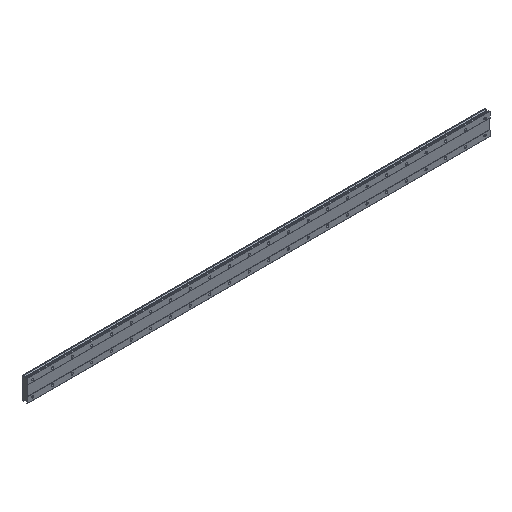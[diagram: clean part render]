
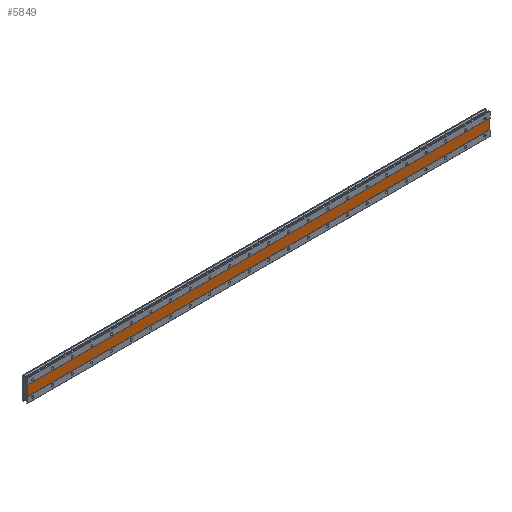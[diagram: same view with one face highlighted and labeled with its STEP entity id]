
A CAD part, isometric view. The second image highlights one B-rep face of the part: STEP entity #5849.
In plain terms, the highlighted planar face has unit normal (0, -1, 0).
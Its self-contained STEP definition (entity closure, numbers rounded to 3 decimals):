
#152 = VECTOR ( 'NONE', #1372, 1000. ) ;
#385 = DIRECTION ( 'NONE',  ( 0., 1., 0. ) ) ;
#581 = CARTESIAN_POINT ( 'NONE',  ( 1860., 1., 20. ) ) ;
#664 = LINE ( 'NONE', #3310, #5850 ) ;
#965 = EDGE_LOOP ( 'NONE', ( #6244, #4063, #4497, #5895 ) ) ;
#1129 = FACE_OUTER_BOUND ( 'NONE', #965, .T. ) ;
#1292 = CARTESIAN_POINT ( 'NONE',  ( 1860., 1., 20. ) ) ;
#1372 = DIRECTION ( 'NONE',  ( 0., 0., 1. ) ) ;
#1418 = EDGE_CURVE ( 'NONE', #7152, #4636, #5384, .T. ) ;
#2375 = DIRECTION ( 'NONE',  ( 0., 0., 1. ) ) ;
#2456 = EDGE_CURVE ( 'NONE', #4823, #7152, #664, .T. ) ;
#3028 = CARTESIAN_POINT ( 'NONE',  ( -20., 1., 20. ) ) ;
#3173 = VERTEX_POINT ( 'NONE', #581 ) ;
#3310 = CARTESIAN_POINT ( 'NONE',  ( 1860., 1., -20. ) ) ;
#3749 = CARTESIAN_POINT ( 'NONE',  ( 1860., 1., -20. ) ) ;
#3884 = CARTESIAN_POINT ( 'NONE',  ( 1860., 1., 20. ) ) ;
#3933 = AXIS2_PLACEMENT_3D ( 'NONE', #5010, #385, #2375 ) ;
#4063 = ORIENTED_EDGE ( 'NONE', *, *, #5682, .F. ) ;
#4497 = ORIENTED_EDGE ( 'NONE', *, *, #6816, .F. ) ;
#4620 = DIRECTION ( 'NONE',  ( 0., 0., -1. ) ) ;
#4636 = VERTEX_POINT ( 'NONE', #3028 ) ;
#4650 = CARTESIAN_POINT ( 'NONE',  ( -20., 1., -20. ) ) ;
#4823 = VERTEX_POINT ( 'NONE', #3749 ) ;
#4952 = VECTOR ( 'NONE', #8562, 1000. ) ;
#5010 = CARTESIAN_POINT ( 'NONE',  ( 1860., 1., 20. ) ) ;
#5384 = LINE ( 'NONE', #8071, #152 ) ;
#5682 = EDGE_CURVE ( 'NONE', #3173, #4823, #7284, .T. ) ;
#5849 = ADVANCED_FACE ( 'NONE', ( #1129 ), #6852, .F. ) ;
#5850 = VECTOR ( 'NONE', #5933, 1000. ) ;
#5895 = ORIENTED_EDGE ( 'NONE', *, *, #1418, .F. ) ;
#5933 = DIRECTION ( 'NONE',  ( -1., 0., 0. ) ) ;
#6244 = ORIENTED_EDGE ( 'NONE', *, *, #2456, .F. ) ;
#6816 = EDGE_CURVE ( 'NONE', #4636, #3173, #7199, .T. ) ;
#6852 = PLANE ( 'NONE',  #3933 ) ;
#7081 = VECTOR ( 'NONE', #4620, 1000. ) ;
#7152 = VERTEX_POINT ( 'NONE', #4650 ) ;
#7199 = LINE ( 'NONE', #1292, #4952 ) ;
#7284 = LINE ( 'NONE', #3884, #7081 ) ;
#8071 = CARTESIAN_POINT ( 'NONE',  ( -20., 1., 20. ) ) ;
#8562 = DIRECTION ( 'NONE',  ( 1., 0., 0. ) ) ;
